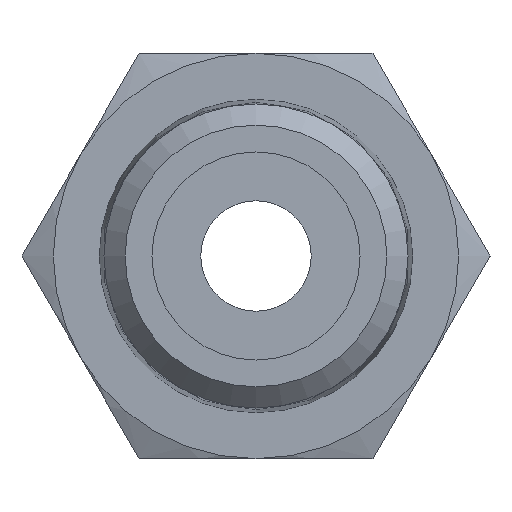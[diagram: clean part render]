
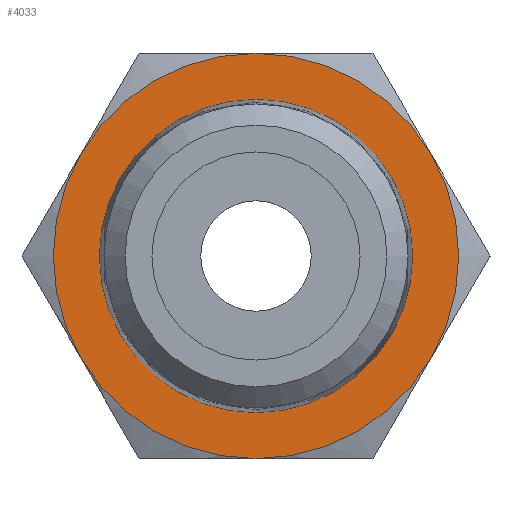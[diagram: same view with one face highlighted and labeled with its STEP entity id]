
A CAD part, left-side view. The second image highlights one B-rep face of the part: STEP entity #4033.
In plain terms, the highlighted planar face has unit normal (-1, 0, 0).
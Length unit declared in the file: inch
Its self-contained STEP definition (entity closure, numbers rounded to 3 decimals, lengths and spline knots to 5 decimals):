
#2944=CARTESIAN_POINT('',(0.0,0.,0.6875));
#2945=VERTEX_POINT('',#2944);
#3357=CARTESIAN_POINT('',(0.0,0.,0.5315));
#3358=VERTEX_POINT('',#3357);
#3359=CARTESIAN_POINT('',(0.0,0.,0.0));
#3360=DIRECTION('',(-1.0,0.0,0.0));
#3361=DIRECTION('',(0.0,0.0,-1.0));
#3362=AXIS2_PLACEMENT_3D('',#3359,#3360,#3361);
#3363=CIRCLE('',#3362,0.5315);
#3364=EDGE_CURVE('',#3358,#3358,#3363,.T.);
#3667=CARTESIAN_POINT('',(0.0,0.59539,0.34375));
#3668=VERTEX_POINT('',#3667);
#3682=CARTESIAN_POINT('',(0.0,0.0,0.0));
#3683=DIRECTION('',(-1.0,0.0,0.0));
#3684=DIRECTION('',(0.0,1.0,0.0));
#3685=AXIS2_PLACEMENT_3D('',#3682,#3683,#3684);
#3686=CIRCLE('',#3685,0.6875);
#3687=EDGE_CURVE('',#2945,#3668,#3686,.T.);
#3697=CARTESIAN_POINT('',(0.0,-0.59539,0.34375));
#3698=VERTEX_POINT('',#3697);
#3713=CARTESIAN_POINT('',(0.0,0.0,0.0));
#3714=DIRECTION('',(-1.0,0.0,0.0));
#3715=DIRECTION('',(0.0,1.0,0.0));
#3716=AXIS2_PLACEMENT_3D('',#3713,#3714,#3715);
#3717=CIRCLE('',#3716,0.6875);
#3718=EDGE_CURVE('',#3698,#2945,#3717,.T.);
#3730=CARTESIAN_POINT('',(0.0,-0.59539,-0.34375));
#3731=VERTEX_POINT('',#3730);
#3758=CARTESIAN_POINT('',(0.0,0.0,0.0));
#3759=DIRECTION('',(-1.0,0.0,0.0));
#3760=DIRECTION('',(0.0,1.0,0.0));
#3761=AXIS2_PLACEMENT_3D('',#3758,#3759,#3760);
#3762=CIRCLE('',#3761,0.6875);
#3763=EDGE_CURVE('',#3731,#3698,#3762,.T.);
#3788=CARTESIAN_POINT('',(0.0,0.0,-0.6875));
#3789=VERTEX_POINT('',#3788);
#3790=CARTESIAN_POINT('',(0.0,0.0,0.0));
#3791=DIRECTION('',(-1.0,0.0,0.0));
#3792=DIRECTION('',(0.0,1.0,0.0));
#3793=AXIS2_PLACEMENT_3D('',#3790,#3791,#3792);
#3794=CIRCLE('',#3793,0.6875);
#3795=EDGE_CURVE('',#3789,#3731,#3794,.T.);
#3833=CARTESIAN_POINT('',(0.0,0.59539,-0.34375));
#3834=VERTEX_POINT('',#3833);
#3835=CARTESIAN_POINT('',(0.0,0.0,0.0));
#3836=DIRECTION('',(-1.0,0.0,0.0));
#3837=DIRECTION('',(0.0,1.0,0.0));
#3838=AXIS2_PLACEMENT_3D('',#3835,#3836,#3837);
#3839=CIRCLE('',#3838,0.6875);
#3840=EDGE_CURVE('',#3834,#3789,#3839,.T.);
#3878=CARTESIAN_POINT('',(0.0,0.0,0.0));
#3879=DIRECTION('',(-1.0,0.0,0.0));
#3880=DIRECTION('',(0.0,1.0,0.0));
#3881=AXIS2_PLACEMENT_3D('',#3878,#3879,#3880);
#3882=CIRCLE('',#3881,0.6875);
#3883=EDGE_CURVE('',#3668,#3834,#3882,.T.);
#4017=CARTESIAN_POINT('',(0.0,0.,0.));
#4018=DIRECTION('',(1.0,0.0,0.0));
#4019=DIRECTION('',(0.0,0.0,-1.0));
#4020=AXIS2_PLACEMENT_3D('',#4017,#4018,#4019);
#4021=PLANE('',#4020);
#4022=ORIENTED_EDGE('',*,*,#3883,.T.);
#4023=ORIENTED_EDGE('',*,*,#3840,.T.);
#4024=ORIENTED_EDGE('',*,*,#3795,.T.);
#4025=ORIENTED_EDGE('',*,*,#3763,.T.);
#4026=ORIENTED_EDGE('',*,*,#3718,.T.);
#4027=ORIENTED_EDGE('',*,*,#3687,.T.);
#4028=EDGE_LOOP('',(#4022,#4023,#4024,#4025,#4026,#4027));
#4029=FACE_OUTER_BOUND('',#4028,.T.);
#4030=ORIENTED_EDGE('',*,*,#3364,.F.);
#4031=EDGE_LOOP('',(#4030));
#4032=FACE_BOUND('',#4031,.T.);
#4033=ADVANCED_FACE('',(#4029,#4032),#4021,.F.);
